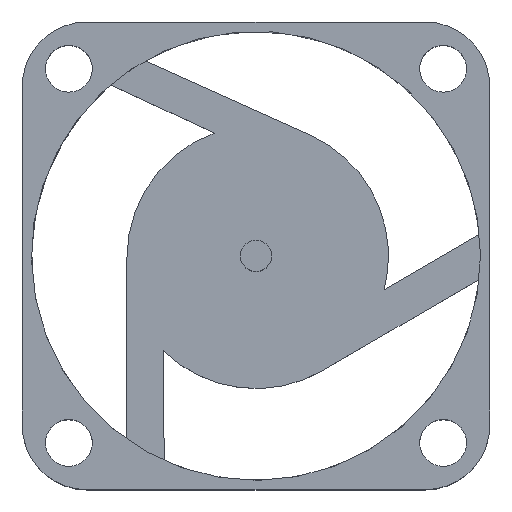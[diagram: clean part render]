
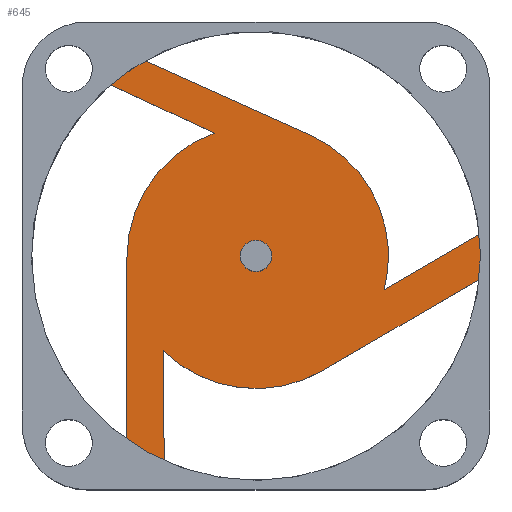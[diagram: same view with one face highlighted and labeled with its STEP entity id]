
A CAD part, top view. The second image highlights one B-rep face of the part: STEP entity #645.
In plain terms, the highlighted planar face has unit normal (0, 0, 1).
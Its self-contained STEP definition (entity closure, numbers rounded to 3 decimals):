
#67=LINE('',#1009,#121);
#71=LINE('',#1021,#125);
#73=LINE('',#1034,#127);
#74=LINE('',#1038,#128);
#75=LINE('',#1042,#129);
#76=LINE('',#1046,#130);
#121=VECTOR('',#784,10.);
#125=VECTOR('',#796,10.);
#127=VECTOR('',#814,10.);
#128=VECTOR('',#817,10.);
#129=VECTOR('',#820,10.);
#130=VECTOR('',#823,10.);
#175=PLANE('',#691);
#192=FACE_BOUND('',#251,.T.);
#216=FACE_OUTER_BOUND('',#250,.T.);
#250=EDGE_LOOP('',(#499,#500,#501,#502,#503,#504,#505,#506,#507,#508,#509,
#510));
#251=EDGE_LOOP('',(#511));
#295=CIRCLE('',#683,8.5);
#300=CIRCLE('',#692,14.4);
#301=CIRCLE('',#693,8.5);
#302=CIRCLE('',#694,14.4);
#303=CIRCLE('',#695,8.5);
#304=CIRCLE('',#696,14.4);
#305=CIRCLE('',#697,1.);
#352=VERTEX_POINT('',#1006);
#353=VERTEX_POINT('',#1008);
#355=VERTEX_POINT('',#1014);
#357=VERTEX_POINT('',#1020);
#359=VERTEX_POINT('',#1031);
#360=VERTEX_POINT('',#1033);
#361=VERTEX_POINT('',#1035);
#362=VERTEX_POINT('',#1037);
#363=VERTEX_POINT('',#1039);
#364=VERTEX_POINT('',#1041);
#365=VERTEX_POINT('',#1043);
#366=VERTEX_POINT('',#1045);
#367=VERTEX_POINT('',#1048);
#405=EDGE_CURVE('',#353,#352,#67,.T.);
#408=EDGE_CURVE('',#355,#353,#295,.T.);
#411=EDGE_CURVE('',#357,#355,#71,.T.);
#417=EDGE_CURVE('',#359,#352,#300,.T.);
#418=EDGE_CURVE('',#359,#360,#73,.T.);
#419=EDGE_CURVE('',#360,#361,#301,.T.);
#420=EDGE_CURVE('',#361,#362,#74,.T.);
#421=EDGE_CURVE('',#363,#362,#302,.T.);
#422=EDGE_CURVE('',#363,#364,#75,.T.);
#423=EDGE_CURVE('',#364,#365,#303,.T.);
#424=EDGE_CURVE('',#365,#366,#76,.T.);
#425=EDGE_CURVE('',#357,#366,#304,.T.);
#426=EDGE_CURVE('',#367,#367,#305,.T.);
#499=ORIENTED_EDGE('',*,*,#411,.T.);
#500=ORIENTED_EDGE('',*,*,#408,.T.);
#501=ORIENTED_EDGE('',*,*,#405,.T.);
#502=ORIENTED_EDGE('',*,*,#417,.F.);
#503=ORIENTED_EDGE('',*,*,#418,.T.);
#504=ORIENTED_EDGE('',*,*,#419,.T.);
#505=ORIENTED_EDGE('',*,*,#420,.T.);
#506=ORIENTED_EDGE('',*,*,#421,.F.);
#507=ORIENTED_EDGE('',*,*,#422,.T.);
#508=ORIENTED_EDGE('',*,*,#423,.T.);
#509=ORIENTED_EDGE('',*,*,#424,.T.);
#510=ORIENTED_EDGE('',*,*,#425,.F.);
#511=ORIENTED_EDGE('',*,*,#426,.T.);
#645=ADVANCED_FACE('',(#216,#192),#175,.T.);
#683=AXIS2_PLACEMENT_3D('',#1015,#790,#791);
#691=AXIS2_PLACEMENT_3D('',#1030,#810,#811);
#692=AXIS2_PLACEMENT_3D('',#1032,#812,#813);
#693=AXIS2_PLACEMENT_3D('',#1036,#815,#816);
#694=AXIS2_PLACEMENT_3D('',#1040,#818,#819);
#695=AXIS2_PLACEMENT_3D('',#1044,#821,#822);
#696=AXIS2_PLACEMENT_3D('',#1047,#824,#825);
#697=AXIS2_PLACEMENT_3D('',#1049,#826,#827);
#784=DIRECTION('',(0.,-1.,0.));
#790=DIRECTION('center_axis',(0.,0.,1.));
#791=DIRECTION('ref_axis',(0.342,-0.94,0.));
#796=DIRECTION('',(0.906,-0.424,0.));
#810=DIRECTION('center_axis',(0.,0.,1.));
#811=DIRECTION('ref_axis',(1.,0.,0.));
#812=DIRECTION('center_axis',(0.,0.,-1.));
#813=DIRECTION('ref_axis',(-1.,0.,0.));
#814=DIRECTION('',(-0.008,1.,0.));
#815=DIRECTION('center_axis',(0.,0.,1.));
#816=DIRECTION('ref_axis',(-0.7,-0.714,0.));
#817=DIRECTION('',(0.864,0.503,0.));
#818=DIRECTION('center_axis',(0.,0.,-1.));
#819=DIRECTION('ref_axis',(-1.,0.,0.));
#820=DIRECTION('',(-0.864,-0.503,0.));
#821=DIRECTION('center_axis',(0.,0.,1.));
#822=DIRECTION('ref_axis',(0.967,-0.253,0.));
#823=DIRECTION('',(-0.912,0.41,0.));
#824=DIRECTION('center_axis',(0.,0.,-1.));
#825=DIRECTION('ref_axis',(-1.,0.,0.));
#826=DIRECTION('center_axis',(0.,0.,-1.));
#827=DIRECTION('ref_axis',(-1.,0.,0.));
#1006=CARTESIAN_POINT('',(-8.279,-11.782,2.));
#1008=CARTESIAN_POINT('',(-8.279,-0.1,2.));
#1009=CARTESIAN_POINT('',(-8.279,-0.375,2.));
#1014=CARTESIAN_POINT('',(-2.688,7.887,2.));
#1015=CARTESIAN_POINT('Origin',(0.221,-0.1,2.));
#1020=CARTESIAN_POINT('',(-9.309,10.987,2.));
#1021=CARTESIAN_POINT('',(-3.592,8.31,2.));
#1030=CARTESIAN_POINT('Origin',(-0.817,-0.65,2.));
#1031=CARTESIAN_POINT('',(-5.889,-13.141,2.));
#1032=CARTESIAN_POINT('Origin',(0.,0.,2.));
#1033=CARTESIAN_POINT('',(-5.949,-6.071,2.));
#1034=CARTESIAN_POINT('',(-5.889,-13.141,2.));
#1035=CARTESIAN_POINT('',(4.28,-7.344,2.));
#1036=CARTESIAN_POINT('Origin',(0.,0.,2.));
#1037=CARTESIAN_POINT('',(14.323,-1.492,2.));
#1038=CARTESIAN_POINT('',(4.28,-7.344,2.));
#1039=CARTESIAN_POINT('',(14.331,1.407,2.));
#1040=CARTESIAN_POINT('Origin',(0.,0.,2.));
#1041=CARTESIAN_POINT('',(8.223,-2.153,2.));
#1042=CARTESIAN_POINT('',(14.331,1.407,2.));
#1043=CARTESIAN_POINT('',(3.488,7.751,2.));
#1044=CARTESIAN_POINT('Origin',(0.,0.,2.));
#1045=CARTESIAN_POINT('',(-7.112,12.521,2.));
#1046=CARTESIAN_POINT('',(3.488,7.751,2.));
#1047=CARTESIAN_POINT('Origin',(0.,0.,2.));
#1048=CARTESIAN_POINT('',(1.,0.,2.));
#1049=CARTESIAN_POINT('Origin',(0.,0.,2.));
